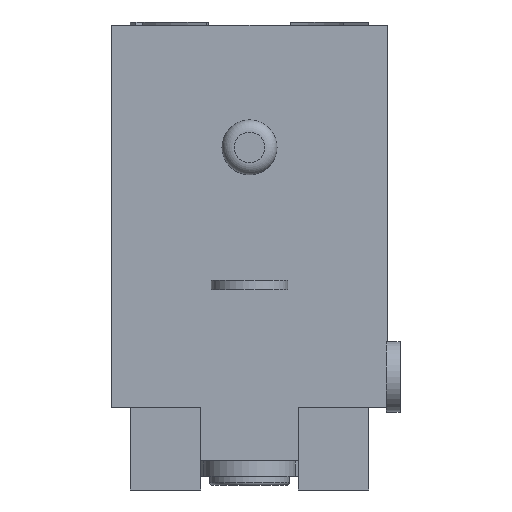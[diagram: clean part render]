
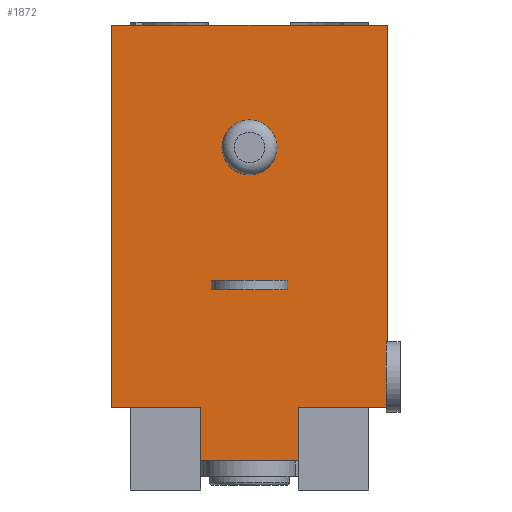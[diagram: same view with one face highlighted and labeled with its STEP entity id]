
A CAD part, front view. The second image highlights one B-rep face of the part: STEP entity #1872.
In plain terms, the highlighted planar face has unit normal (0, -1, 0).
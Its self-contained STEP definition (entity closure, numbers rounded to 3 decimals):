
#26=FACE_BOUND('',#290,.T.);
#27=FACE_BOUND('',#291,.T.);
#87=PLANE('',#2028);
#179=FACE_OUTER_BOUND('',#289,.T.);
#289=EDGE_LOOP('',(#1459,#1460,#1461,#1462,#1463,#1464,#1465,#1466,#1467,#1468,#1469,#1470));
#290=EDGE_LOOP('',(#1471,#1472,#1473,#1474));
#291=EDGE_LOOP('',(#1475));
#341=LINE('',#2275,#534);
#394=LINE('',#2420,#535);
#403=LINE('',#2440,#555);
#405=LINE('',#2444,#555);
#407=LINE('',#2449,#557);
#409=LINE('',#2454,#534);
#414=LINE('',#2463,#535);
#415=LINE('',#2465,#555);
#439=LINE('',#2523,#555);
#455=LINE('',#2553,#534);
#459=LINE('',#2560,#535);
#489=LINE('',#2608,#555);
#490=LINE('',#2608,#534);
#534=VECTOR('',#2090,10.);
#535=VECTOR('',#2091,10.);
#555=VECTOR('',#2156,10.);
#557=VECTOR('',#2160,10.);
#624=CIRCLE('',#2029,0.9);
#651=VERTEX_POINT('',#2275);
#652=VERTEX_POINT('',#2276);
#706=VERTEX_POINT('',#2417);
#707=VERTEX_POINT('',#2419);
#715=VERTEX_POINT('',#2447);
#716=VERTEX_POINT('',#2448);
#718=VERTEX_POINT('',#2453);
#721=VERTEX_POINT('',#2462);
#748=VERTEX_POINT('',#2520);
#749=VERTEX_POINT('',#2522);
#761=VERTEX_POINT('',#2541);
#762=VERTEX_POINT('',#2542);
#767=VERTEX_POINT('',#2552);
#769=VERTEX_POINT('',#2558);
#786=VERTEX_POINT('',#2608);
#787=VERTEX_POINT('',#2609);
#788=VERTEX_POINT('',#2610);
#837=EDGE_CURVE('',#651,#652,#341,.T.);
#910=EDGE_CURVE('',#707,#706,#394,.T.);
#924=EDGE_CURVE('',#706,#652,#405,.T.);
#926=EDGE_CURVE('',#716,#715,#407,.T.);
#929=EDGE_CURVE('',#718,#716,#409,.T.);
#935=EDGE_CURVE('',#715,#721,#414,.T.);
#936=EDGE_CURVE('',#721,#718,#415,.T.);
#974=EDGE_CURVE('',#749,#748,#439,.T.);
#988=EDGE_CURVE('',#762,#761,#439,.T.);
#995=EDGE_CURVE('',#767,#749,#455,.T.);
#999=EDGE_CURVE('',#761,#769,#459,.T.);
#1034=EDGE_CURVE('',#748,#762,#439,.T.);
#1035=EDGE_CURVE('',#786,#651,#489,.T.);
#1036=EDGE_CURVE('',#786,#787,#490,.T.);
#1037=EDGE_CURVE('',#787,#767,#403,.T.);
#1038=EDGE_CURVE('',#769,#707,#403,.T.);
#1039=EDGE_CURVE('',#788,#788,#624,.T.);
#1459=ORIENTED_EDGE('',*,*,#924,.T.);
#1460=ORIENTED_EDGE('',*,*,#837,.F.);
#1461=ORIENTED_EDGE('',*,*,#1035,.F.);
#1462=ORIENTED_EDGE('',*,*,#1036,.T.);
#1463=ORIENTED_EDGE('',*,*,#1037,.T.);
#1464=ORIENTED_EDGE('',*,*,#995,.T.);
#1465=ORIENTED_EDGE('',*,*,#974,.T.);
#1466=ORIENTED_EDGE('',*,*,#1034,.T.);
#1467=ORIENTED_EDGE('',*,*,#988,.T.);
#1468=ORIENTED_EDGE('',*,*,#999,.T.);
#1469=ORIENTED_EDGE('',*,*,#1038,.T.);
#1470=ORIENTED_EDGE('',*,*,#910,.T.);
#1471=ORIENTED_EDGE('',*,*,#926,.T.);
#1472=ORIENTED_EDGE('',*,*,#935,.T.);
#1473=ORIENTED_EDGE('',*,*,#936,.T.);
#1474=ORIENTED_EDGE('',*,*,#929,.T.);
#1475=ORIENTED_EDGE('',*,*,#1039,.T.);
#1872=ADVANCED_FACE('',(#179,#26,#27),#87,.T.);
#2028=AXIS2_PLACEMENT_3D('',#2607,#2214,#2215);
#2029=AXIS2_PLACEMENT_3D('',#2611,#2216,#2217);
#2090=DIRECTION('',(0.,0.,-1.));
#2091=DIRECTION('',(0.,0.,1.));
#2156=DIRECTION('',(1.,0.,0.));
#2160=DIRECTION('',(-1.,0.,0.));
#2214=DIRECTION('center_axis',(0.,-1.,0.));
#2215=DIRECTION('ref_axis',(-1.,0.,0.));
#2216=DIRECTION('center_axis',(0.,1.,0.));
#2217=DIRECTION('ref_axis',(1.,0.,0.));
#2275=CARTESIAN_POINT('',(4.5,-6.5,0.));
#2276=CARTESIAN_POINT('',(4.5,-6.5,-10.35));
#2417=CARTESIAN_POINT('',(4.475,-6.5,-10.35));
#2419=CARTESIAN_POINT('',(4.475,-6.5,-12.5));
#2420=CARTESIAN_POINT('',(4.475,-6.5,-5.75));
#2440=CARTESIAN_POINT('',(2.25,-6.5,-12.5));
#2444=CARTESIAN_POINT('',(4.6,-6.5,-10.35));
#2447=CARTESIAN_POINT('',(-1.25,-6.5,-8.65));
#2448=CARTESIAN_POINT('',(1.25,-6.5,-8.65));
#2449=CARTESIAN_POINT('',(2.25,-6.5,-8.65));
#2453=CARTESIAN_POINT('',(1.25,-6.5,-8.35));
#2454=CARTESIAN_POINT('',(1.25,-6.5,-4.25));
#2462=CARTESIAN_POINT('',(-1.25,-6.5,-8.35));
#2463=CARTESIAN_POINT('',(-1.25,-6.5,-4.25));
#2465=CARTESIAN_POINT('',(2.25,-6.5,-8.35));
#2520=CARTESIAN_POINT('',(-1.5,-6.5,-14.25));
#2522=CARTESIAN_POINT('',(-1.6,-6.5,-14.25));
#2523=CARTESIAN_POINT('',(2.25,-6.5,-14.25));
#2541=CARTESIAN_POINT('',(1.6,-6.5,-14.25));
#2542=CARTESIAN_POINT('',(1.5,-6.5,-14.25));
#2552=CARTESIAN_POINT('',(-1.6,-6.5,-12.5));
#2553=CARTESIAN_POINT('',(-1.6,-6.5,-7.6));
#2558=CARTESIAN_POINT('',(1.6,-6.5,-12.5));
#2560=CARTESIAN_POINT('',(1.6,-6.5,-7.6));
#2607=CARTESIAN_POINT('Origin',(4.5,-6.5,0.));
#2608=CARTESIAN_POINT('',(-4.5,-6.5,0.));
#2609=CARTESIAN_POINT('',(-4.5,-6.5,-12.5));
#2610=CARTESIAN_POINT('',(-0.9,-6.5,-4.));
#2611=CARTESIAN_POINT('Origin',(0.,-6.5,-4.));
